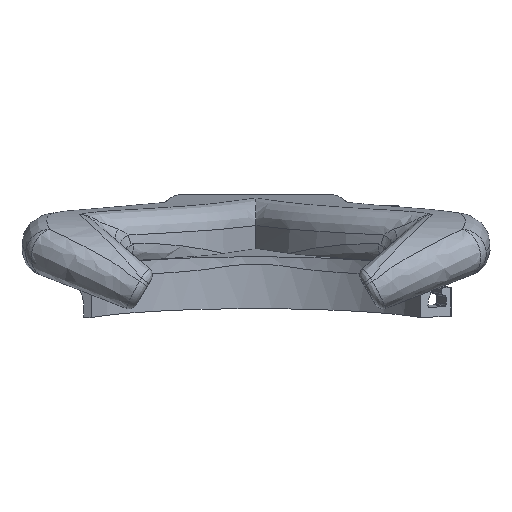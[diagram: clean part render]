
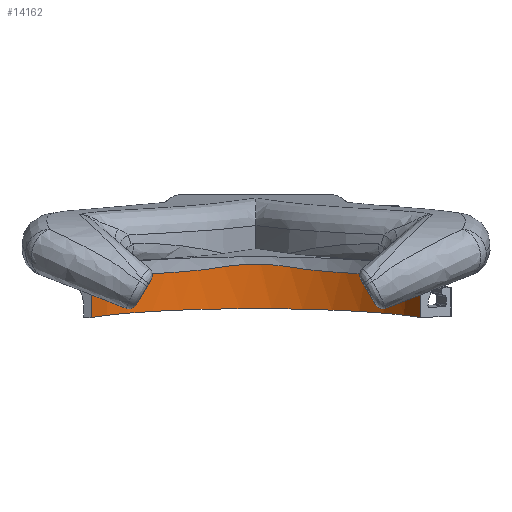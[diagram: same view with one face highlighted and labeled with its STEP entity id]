
A CAD part, front view. The second image highlights one B-rep face of the part: STEP entity #14162.
In plain terms, the highlighted cylindrical face has radius 22.5 mm (diameter 45 mm), a partial arc.
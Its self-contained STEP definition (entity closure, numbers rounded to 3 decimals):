
#195 = DIRECTION ( 'NONE',  ( 0., 0.087, -0.996 ) ) ;
#429 = EDGE_CURVE ( 'NONE', #8242, #7073, #4564, .T. ) ;
#505 = LINE ( 'NONE', #7093, #10900 ) ;
#618 = DIRECTION ( 'NONE',  ( 0., 0.087, -0.996 ) ) ;
#666 = CARTESIAN_POINT ( 'NONE',  ( -20.195, 83.179, -30.579 ) ) ;
#1453 = DIRECTION ( 'NONE',  ( -0.896, 0.441, 0.039 ) ) ;
#1858 = ORIENTED_EDGE ( 'NONE', *, *, #9224, .T. ) ;
#1976 = VERTEX_POINT ( 'NONE', #16814 ) ;
#2060 = EDGE_CURVE ( 'NONE', #7073, #15477, #20196, .T. ) ;
#3146 = EDGE_CURVE ( 'NONE', #20781, #1976, #18823, .T. ) ;
#3252 = CARTESIAN_POINT ( 'NONE',  ( -20.195, 83.59, -35.279 ) ) ;
#4061 = VERTEX_POINT ( 'NONE', #19228 ) ;
#4489 = ORIENTED_EDGE ( 'NONE', *, *, #13706, .F. ) ;
#4564 = LINE ( 'NONE', #9751, #19147 ) ;
#4765 = VERTEX_POINT ( 'NONE', #13001 ) ;
#4954 = DIRECTION ( 'NONE',  ( 0., -0.087, 0.996 ) ) ;
#5529 = DIRECTION ( 'NONE',  ( 0., 0.087, -0.996 ) ) ;
#6402 = AXIS2_PLACEMENT_3D ( 'NONE', #16585, #4954, #14771 ) ;
#6440 = ORIENTED_EDGE ( 'NONE', *, *, #12586, .F. ) ;
#7073 = VERTEX_POINT ( 'NONE', #11492 ) ;
#7093 = CARTESIAN_POINT ( 'NONE',  ( -20.195, 83.111, -29.8 ) ) ;
#7373 = CARTESIAN_POINT ( 'NONE',  ( -0.024, 73.18, -30.669 ) ) ;
#7439 = ORIENTED_EDGE ( 'NONE', *, *, #3146, .F. ) ;
#7671 = AXIS2_PLACEMENT_3D ( 'NONE', #13939, #14051, #20622 ) ;
#7729 = DIRECTION ( 'NONE',  ( 0., 0.087, -0.996 ) ) ;
#8242 = VERTEX_POINT ( 'NONE', #14337 ) ;
#8290 = DIRECTION ( 'NONE',  ( -0.896, 0.441, 0.039 ) ) ;
#8422 = LINE ( 'NONE', #8535, #19379 ) ;
#8535 = CARTESIAN_POINT ( 'NONE',  ( 20.147, 83.111, -29.8 ) ) ;
#9224 = EDGE_CURVE ( 'NONE', #10906, #15477, #19829, .T. ) ;
#9532 = AXIS2_PLACEMENT_3D ( 'NONE', #19474, #7729, #1453 ) ;
#9751 = CARTESIAN_POINT ( 'NONE',  ( 20.147, 83.111, -29.8 ) ) ;
#10128 = CARTESIAN_POINT ( 'NONE',  ( -0.024, 73.18, -30.669 ) ) ;
#10541 = VECTOR ( 'NONE', #18419, 1000. ) ;
#10900 = VECTOR ( 'NONE', #618, 1000. ) ;
#10906 = VERTEX_POINT ( 'NONE', #666 ) ;
#10954 = EDGE_CURVE ( 'NONE', #4061, #4765, #16257, .T. ) ;
#10962 = ORIENTED_EDGE ( 'NONE', *, *, #10954, .F. ) ;
#11492 = CARTESIAN_POINT ( 'NONE',  ( 20.147, 83.59, -35.279 ) ) ;
#12114 = FACE_OUTER_BOUND ( 'NONE', #20358, .T. ) ;
#12445 = CYLINDRICAL_SURFACE ( 'NONE', #20118, 22.5 ) ;
#12586 = EDGE_CURVE ( 'NONE', #1976, #8242, #8422, .T. ) ;
#12879 = AXIS2_PLACEMENT_3D ( 'NONE', #10128, #195, #8290 ) ;
#13001 = CARTESIAN_POINT ( 'NONE',  ( -0.591, 95.587, -28.708 ) ) ;
#13706 = EDGE_CURVE ( 'NONE', #4765, #20781, #20466, .T. ) ;
#13736 = DIRECTION ( 'NONE',  ( -0.896, 0.441, 0.039 ) ) ;
#13939 = CARTESIAN_POINT ( 'NONE',  ( -0.024, 73.18, -30.669 ) ) ;
#13991 = ORIENTED_EDGE ( 'NONE', *, *, #429, .F. ) ;
#14051 = DIRECTION ( 'NONE',  ( 0., 0.087, -0.996 ) ) ;
#14162 = ADVANCED_FACE ( 'NONE', ( #12114 ), #12445, .F. ) ;
#14337 = CARTESIAN_POINT ( 'NONE',  ( 20.147, 83.179, -30.579 ) ) ;
#14771 = DIRECTION ( 'NONE',  ( -0.896, 0.441, 0.039 ) ) ;
#14991 = DIRECTION ( 'NONE',  ( 0., 0.087, -0.996 ) ) ;
#15477 = VERTEX_POINT ( 'NONE', #3252 ) ;
#15522 = CARTESIAN_POINT ( 'NONE',  ( 0.595, 95.586, -28.708 ) ) ;
#16257 = CIRCLE ( 'NONE', #7671, 22.5 ) ;
#16585 = CARTESIAN_POINT ( 'NONE',  ( -0.024, 73.659, -36.148 ) ) ;
#16674 = ORIENTED_EDGE ( 'NONE', *, *, #2060, .F. ) ;
#16814 = CARTESIAN_POINT ( 'NONE',  ( 20.147, 83.111, -29.8 ) ) ;
#18419 = DIRECTION ( 'NONE',  ( 0., 0.087, -0.996 ) ) ;
#18823 = CIRCLE ( 'NONE', #9532, 22.5 ) ;
#19147 = VECTOR ( 'NONE', #19764, 1000. ) ;
#19201 = ORIENTED_EDGE ( 'NONE', *, *, #20888, .T. ) ;
#19228 = CARTESIAN_POINT ( 'NONE',  ( -20.195, 83.111, -29.8 ) ) ;
#19379 = VECTOR ( 'NONE', #14991, 1000. ) ;
#19474 = CARTESIAN_POINT ( 'NONE',  ( -0.024, 73.18, -30.669 ) ) ;
#19764 = DIRECTION ( 'NONE',  ( 0., 0.087, -0.996 ) ) ;
#19829 = LINE ( 'NONE', #20152, #10541 ) ;
#20118 = AXIS2_PLACEMENT_3D ( 'NONE', #7373, #5529, #13736 ) ;
#20152 = CARTESIAN_POINT ( 'NONE',  ( -20.195, 83.111, -29.8 ) ) ;
#20196 = CIRCLE ( 'NONE', #6402, 22.5 ) ;
#20358 = EDGE_LOOP ( 'NONE', ( #6440, #7439, #4489, #10962, #19201, #1858, #16674, #13991 ) ) ;
#20466 = CIRCLE ( 'NONE', #12879, 22.5 ) ;
#20622 = DIRECTION ( 'NONE',  ( -0.896, 0.441, 0.039 ) ) ;
#20781 = VERTEX_POINT ( 'NONE', #15522 ) ;
#20888 = EDGE_CURVE ( 'NONE', #4061, #10906, #505, .T. ) ;
